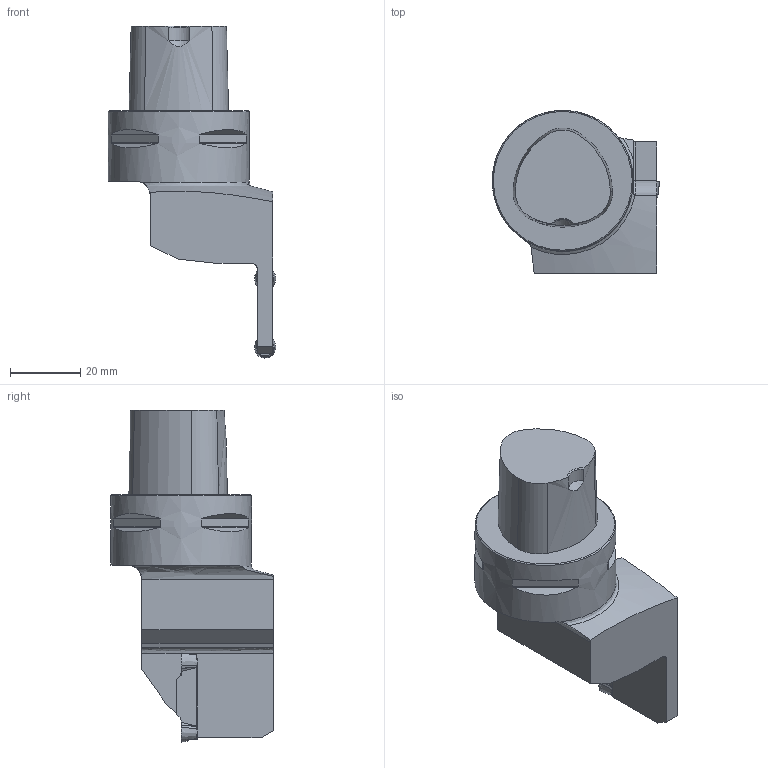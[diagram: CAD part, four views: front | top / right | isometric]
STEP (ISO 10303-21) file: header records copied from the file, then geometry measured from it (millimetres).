
FILE_DESCRIPTION(('STEP'), '1');
FILE_NAME('', '2020-09-21T13:32:51', (''), (''), 'Express v3.0.0.0', 'Express Tool', 'Unknown');
FILE_SCHEMA(('AUTOMOTIVE_DESIGN'));
Length unit declared in the file: millimetre
Products named in the file (5): adcd1205-2195-481c-8984-122bae2299b5; 1;a4c34da7-60e8-4e7c-ac6f-3e629cd58d83; NOCUT_20200109075239; 1639536674077690970; ASSEMBLY_CONSTRUCTION
Assembly tree (4 placements, depth 3):
  adcd1205-2195-481c-8984-122bae2299b5
    1;a4c34da7-60e8-4e7c-ac6f-3e629cd58d83
      NOCUT_20200109075239
      1639536674077690970
    ASSEMBLY_CONSTRUCTION
Bounding box: 47.51 x 46.22 x 94.23 mm (x, y, z)
Volume: 69645.2 mm3; surface area: 13276.4 mm2
Topology: 2 solids, 2 shells, 95 faces, 257 edges, 172 vertices
Faces by surface type: bspline 95
Entity records: 4126 total; most frequent: CARTESIAN_POINT 1987, ORIENTED_EDGE 510, DIRECTION 266, EDGE_CURVE 255, VERTEX_POINT 169, LINE 146, VECTOR 146, EDGE_LOOP 100
